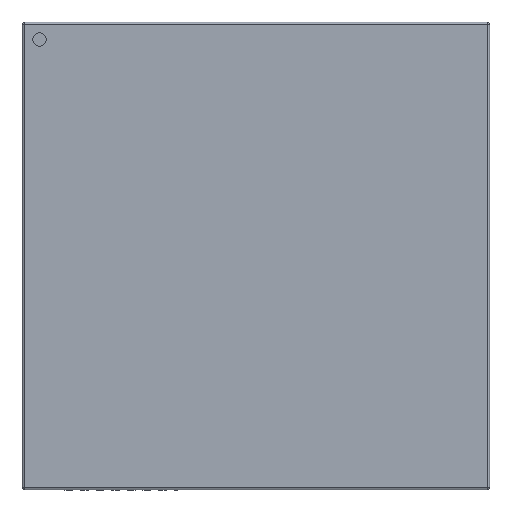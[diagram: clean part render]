
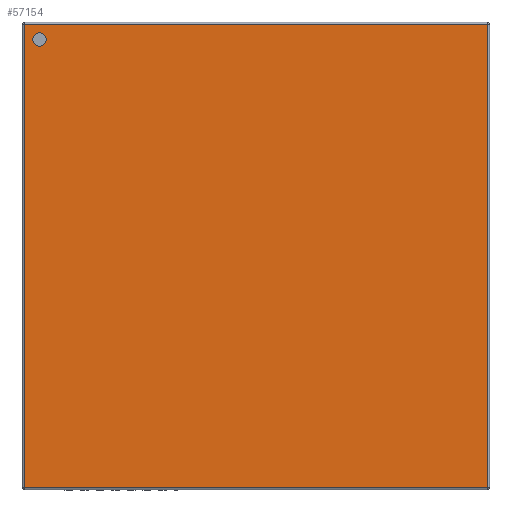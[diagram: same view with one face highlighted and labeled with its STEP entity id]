
A CAD part, top view. The second image highlights one B-rep face of the part: STEP entity #57154.
In plain terms, the highlighted planar face has unit normal (0, 0, 1).
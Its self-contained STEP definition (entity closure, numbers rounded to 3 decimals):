
#12302 = CYLINDRICAL_SURFACE('',#12303,0.05);
#12303 = AXIS2_PLACEMENT_3D('',#12304,#12305,#12306);
#12304 = CARTESIAN_POINT('',(-5.94,5.94,0.83));
#12305 = DIRECTION('',(-0.,-1.,-0.));
#12306 = DIRECTION('',(-1.,0.,0.));
#48985 = VERTEX_POINT('',#48986);
#48986 = CARTESIAN_POINT('',(-5.94,5.94,0.88));
#49006 = EDGE_CURVE('',#48985,#49007,#49009,.T.);
#49007 = VERTEX_POINT('',#49008);
#49008 = CARTESIAN_POINT('',(-5.94,-5.94,0.88));
#49009 = SURFACE_CURVE('',#49010,(#49014,#49021),.PCURVE_S1.);
#49010 = LINE('',#49011,#49012);
#49011 = CARTESIAN_POINT('',(-5.94,5.94,0.88));
#49012 = VECTOR('',#49013,1.);
#49013 = DIRECTION('',(-0.,-1.,-0.));
#49014 = PCURVE('',#12302,#49015);
#49015 = DEFINITIONAL_REPRESENTATION('',(#49016),#49020);
#49016 = LINE('',#49017,#49018);
#49017 = CARTESIAN_POINT('',(-1.571,0.));
#49018 = VECTOR('',#49019,1.);
#49019 = DIRECTION('',(-0.,1.));
#49020 = ( GEOMETRIC_REPRESENTATION_CONTEXT(2) 
PARAMETRIC_REPRESENTATION_CONTEXT() REPRESENTATION_CONTEXT('2D SPACE',''
  ) );
#49021 = PCURVE('',#49022,#49027);
#49022 = PLANE('',#49023);
#49023 = AXIS2_PLACEMENT_3D('',#49024,#49025,#49026);
#49024 = CARTESIAN_POINT('',(-5.99,-5.99,0.88));
#49025 = DIRECTION('',(0.,0.,1.));
#49026 = DIRECTION('',(1.,0.,0.));
#49027 = DEFINITIONAL_REPRESENTATION('',(#49028),#49032);
#49028 = LINE('',#49029,#49030);
#49029 = CARTESIAN_POINT('',(0.05,11.93));
#49030 = VECTOR('',#49031,1.);
#49031 = DIRECTION('',(-0.,-1.));
#49032 = ( GEOMETRIC_REPRESENTATION_CONTEXT(2) 
PARAMETRIC_REPRESENTATION_CONTEXT() REPRESENTATION_CONTEXT('2D SPACE',''
  ) );
#49775 = CYLINDRICAL_SURFACE('',#49776,0.05);
#49776 = AXIS2_PLACEMENT_3D('',#49777,#49778,#49779);
#49777 = CARTESIAN_POINT('',(-5.99,-5.94,0.83));
#49778 = DIRECTION('',(1.,0.,0.));
#49779 = DIRECTION('',(0.,-1.,0.));
#52781 = CYLINDRICAL_SURFACE('',#52782,0.05);
#52782 = AXIS2_PLACEMENT_3D('',#52783,#52784,#52785);
#52783 = CARTESIAN_POINT('',(-5.99,5.94,0.83));
#52784 = DIRECTION('',(1.,0.,0.));
#52785 = DIRECTION('',(0.,1.,0.));
#53437 = CYLINDRICAL_SURFACE('',#53438,0.05);
#53438 = AXIS2_PLACEMENT_3D('',#53439,#53440,#53441);
#53439 = CARTESIAN_POINT('',(5.94,5.94,0.83));
#53440 = DIRECTION('',(-0.,-1.,-0.));
#53441 = DIRECTION('',(0.,0.,1.));
#57154 = ADVANCED_FACE('',(#57155,#57225),#49022,.T.);
#57155 = FACE_BOUND('',#57156,.T.);
#57156 = EDGE_LOOP('',(#57157,#57180,#57203,#57224));
#57157 = ORIENTED_EDGE('',*,*,#57158,.T.);
#57158 = EDGE_CURVE('',#49007,#57159,#57161,.T.);
#57159 = VERTEX_POINT('',#57160);
#57160 = CARTESIAN_POINT('',(5.94,-5.94,0.88));
#57161 = SURFACE_CURVE('',#57162,(#57166,#57173),.PCURVE_S1.);
#57162 = LINE('',#57163,#57164);
#57163 = CARTESIAN_POINT('',(-5.99,-5.94,0.88));
#57164 = VECTOR('',#57165,1.);
#57165 = DIRECTION('',(1.,0.,0.));
#57166 = PCURVE('',#49022,#57167);
#57167 = DEFINITIONAL_REPRESENTATION('',(#57168),#57172);
#57168 = LINE('',#57169,#57170);
#57169 = CARTESIAN_POINT('',(0.,0.05));
#57170 = VECTOR('',#57171,1.);
#57171 = DIRECTION('',(1.,0.));
#57172 = ( GEOMETRIC_REPRESENTATION_CONTEXT(2) 
PARAMETRIC_REPRESENTATION_CONTEXT() REPRESENTATION_CONTEXT('2D SPACE',''
  ) );
#57173 = PCURVE('',#49775,#57174);
#57174 = DEFINITIONAL_REPRESENTATION('',(#57175),#57179);
#57175 = LINE('',#57176,#57177);
#57176 = CARTESIAN_POINT('',(-1.571,0.));
#57177 = VECTOR('',#57178,1.);
#57178 = DIRECTION('',(-0.,1.));
#57179 = ( GEOMETRIC_REPRESENTATION_CONTEXT(2) 
PARAMETRIC_REPRESENTATION_CONTEXT() REPRESENTATION_CONTEXT('2D SPACE',''
  ) );
#57180 = ORIENTED_EDGE('',*,*,#57181,.F.);
#57181 = EDGE_CURVE('',#57182,#57159,#57184,.T.);
#57182 = VERTEX_POINT('',#57183);
#57183 = CARTESIAN_POINT('',(5.94,5.94,0.88));
#57184 = SURFACE_CURVE('',#57185,(#57189,#57196),.PCURVE_S1.);
#57185 = LINE('',#57186,#57187);
#57186 = CARTESIAN_POINT('',(5.94,5.94,0.88));
#57187 = VECTOR('',#57188,1.);
#57188 = DIRECTION('',(-0.,-1.,-0.));
#57189 = PCURVE('',#49022,#57190);
#57190 = DEFINITIONAL_REPRESENTATION('',(#57191),#57195);
#57191 = LINE('',#57192,#57193);
#57192 = CARTESIAN_POINT('',(11.93,11.93));
#57193 = VECTOR('',#57194,1.);
#57194 = DIRECTION('',(-0.,-1.));
#57195 = ( GEOMETRIC_REPRESENTATION_CONTEXT(2) 
PARAMETRIC_REPRESENTATION_CONTEXT() REPRESENTATION_CONTEXT('2D SPACE',''
  ) );
#57196 = PCURVE('',#53437,#57197);
#57197 = DEFINITIONAL_REPRESENTATION('',(#57198),#57202);
#57198 = LINE('',#57199,#57200);
#57199 = CARTESIAN_POINT('',(-0.,0.));
#57200 = VECTOR('',#57201,1.);
#57201 = DIRECTION('',(-0.,1.));
#57202 = ( GEOMETRIC_REPRESENTATION_CONTEXT(2) 
PARAMETRIC_REPRESENTATION_CONTEXT() REPRESENTATION_CONTEXT('2D SPACE',''
  ) );
#57203 = ORIENTED_EDGE('',*,*,#57204,.F.);
#57204 = EDGE_CURVE('',#48985,#57182,#57205,.T.);
#57205 = SURFACE_CURVE('',#57206,(#57210,#57217),.PCURVE_S1.);
#57206 = LINE('',#57207,#57208);
#57207 = CARTESIAN_POINT('',(-5.99,5.94,0.88));
#57208 = VECTOR('',#57209,1.);
#57209 = DIRECTION('',(1.,0.,0.));
#57210 = PCURVE('',#49022,#57211);
#57211 = DEFINITIONAL_REPRESENTATION('',(#57212),#57216);
#57212 = LINE('',#57213,#57214);
#57213 = CARTESIAN_POINT('',(0.,11.93));
#57214 = VECTOR('',#57215,1.);
#57215 = DIRECTION('',(1.,0.));
#57216 = ( GEOMETRIC_REPRESENTATION_CONTEXT(2) 
PARAMETRIC_REPRESENTATION_CONTEXT() REPRESENTATION_CONTEXT('2D SPACE',''
  ) );
#57217 = PCURVE('',#52781,#57218);
#57218 = DEFINITIONAL_REPRESENTATION('',(#57219),#57223);
#57219 = LINE('',#57220,#57221);
#57220 = CARTESIAN_POINT('',(1.571,0.));
#57221 = VECTOR('',#57222,1.);
#57222 = DIRECTION('',(0.,1.));
#57223 = ( GEOMETRIC_REPRESENTATION_CONTEXT(2) 
PARAMETRIC_REPRESENTATION_CONTEXT() REPRESENTATION_CONTEXT('2D SPACE',''
  ) );
#57224 = ORIENTED_EDGE('',*,*,#49006,.T.);
#57225 = FACE_BOUND('',#57226,.T.);
#57226 = EDGE_LOOP('',(#57227));
#57227 = ORIENTED_EDGE('',*,*,#57228,.F.);
#57228 = EDGE_CURVE('',#57229,#57229,#57231,.T.);
#57229 = VERTEX_POINT('',#57230);
#57230 = CARTESIAN_POINT('',(-5.375,-5.55,0.88));
#57231 = SURFACE_CURVE('',#57232,(#57237,#57244),.PCURVE_S1.);
#57232 = CIRCLE('',#57233,0.175);
#57233 = AXIS2_PLACEMENT_3D('',#57234,#57235,#57236);
#57234 = CARTESIAN_POINT('',(-5.55,-5.55,0.88));
#57235 = DIRECTION('',(0.,-0.,1.));
#57236 = DIRECTION('',(1.,0.,0.));
#57237 = PCURVE('',#49022,#57238);
#57238 = DEFINITIONAL_REPRESENTATION('',(#57239),#57243);
#57239 = CIRCLE('',#57240,0.175);
#57240 = AXIS2_PLACEMENT_2D('',#57241,#57242);
#57241 = CARTESIAN_POINT('',(0.44,0.44));
#57242 = DIRECTION('',(1.,0.));
#57243 = ( GEOMETRIC_REPRESENTATION_CONTEXT(2) 
PARAMETRIC_REPRESENTATION_CONTEXT() REPRESENTATION_CONTEXT('2D SPACE',''
  ) );
#57244 = PCURVE('',#57245,#57250);
#57245 = CYLINDRICAL_SURFACE('',#57246,0.175);
#57246 = AXIS2_PLACEMENT_3D('',#57247,#57248,#57249);
#57247 = CARTESIAN_POINT('',(-5.55,-5.55,0.88));
#57248 = DIRECTION('',(-0.,-0.,-1.));
#57249 = DIRECTION('',(1.,0.,0.));
#57250 = DEFINITIONAL_REPRESENTATION('',(#57251),#57255);
#57251 = LINE('',#57252,#57253);
#57252 = CARTESIAN_POINT('',(-0.,0.));
#57253 = VECTOR('',#57254,1.);
#57254 = DIRECTION('',(-1.,0.));
#57255 = ( GEOMETRIC_REPRESENTATION_CONTEXT(2) 
PARAMETRIC_REPRESENTATION_CONTEXT() REPRESENTATION_CONTEXT('2D SPACE',''
  ) );
